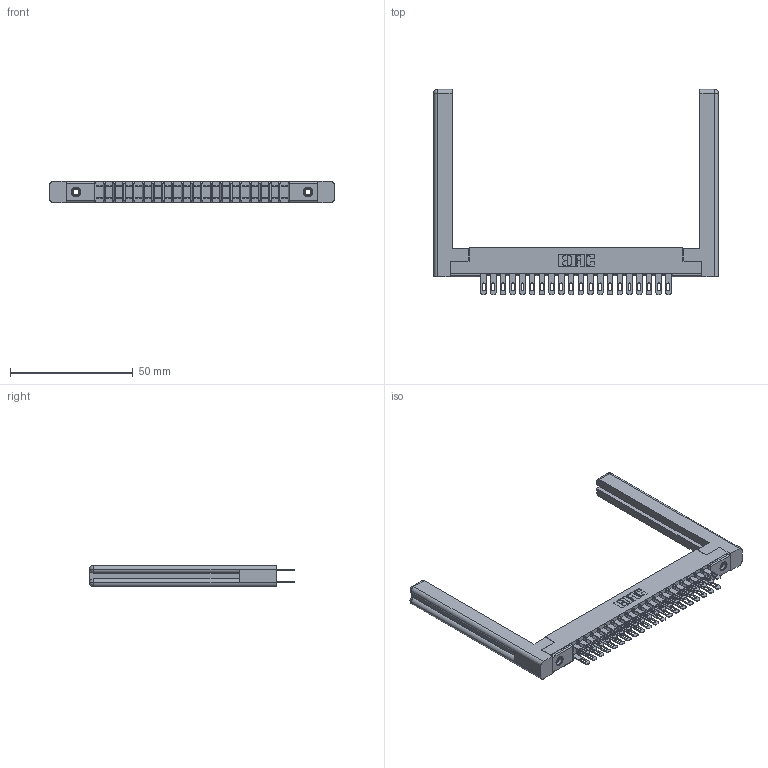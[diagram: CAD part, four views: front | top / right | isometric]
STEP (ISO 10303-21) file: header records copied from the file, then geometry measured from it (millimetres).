
FILE_DESCRIPTION (( 'STEP AP203' ), '1' );
FILE_NAME ('357-040-400-258.STEP', '2020-10-03T20:13:23', ( '' ), ( '' ), 'SwSTEP 2.0', 'SolidWorks 2020', '' );
FILE_SCHEMA (( 'CONFIG_CONTROL_DESIGN' ));
Length unit declared in the file: inch
Products named in the file (5): 307 Part_.156 Dia Mounting Holes; 307-220-058; 345-250-001_345-250-001-102; 357-040-400-258; 307-290-001_500
Assembly tree (45 placements, depth 2):
  357-040-400-258
    307 Part_.156 Dia Mounting Holes
    307-290-001_500  x40
    307-220-058  x2
    345-250-001_345-250-001-102  x2
Bounding box: 115.87 x 83.49 x 8.71 mm (x, y, z)
Volume: 15380.9 mm3; surface area: 19211 mm2
Topology: 45 solids, 45 shells, 2121 faces, 5877 edges, 3794 vertices
Faces by surface type: plane 1354, cylinder 701, sphere 42, torus 12, cone 12
Entity records: 23105 total; most frequent: CARTESIAN_POINT 3803, ORIENTED_EDGE 3708, DIRECTION 3694, EDGE_CURVE 1854, LINE 1408, VECTOR 1408, VERTEX_POINT 1198, AXIS2_PLACEMENT_3D 1143
